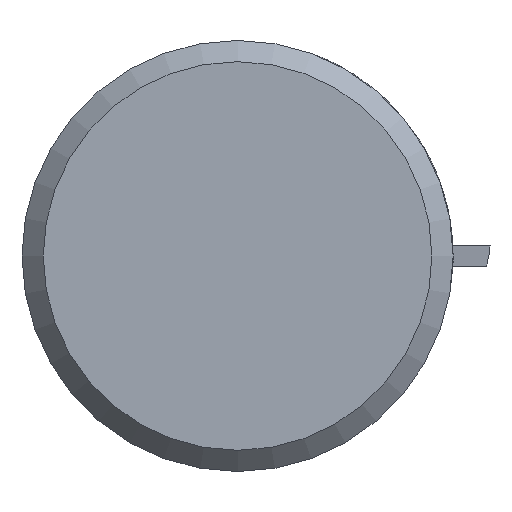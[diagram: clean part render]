
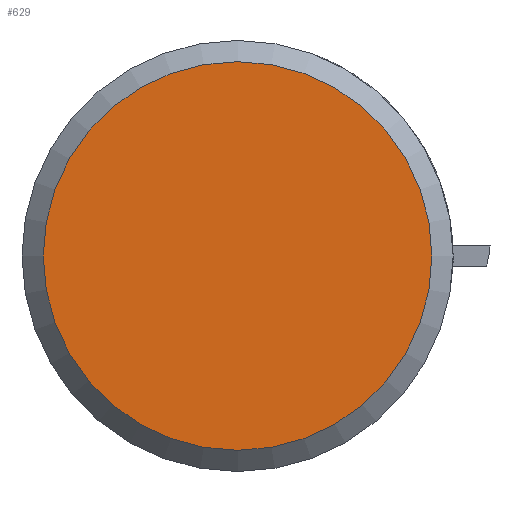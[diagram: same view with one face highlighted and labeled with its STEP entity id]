
A CAD part, left-side view. The second image highlights one B-rep face of the part: STEP entity #629.
In plain terms, the highlighted planar face has unit normal (-1, 0, 0).
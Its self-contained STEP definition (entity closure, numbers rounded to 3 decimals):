
#59=CIRCLE('',#722,9.15);
#110=FACE_OUTER_BOUND('',#147,.T.);
#147=EDGE_LOOP('',(#542));
#288=VERTEX_POINT('',#1144);
#372=EDGE_CURVE('',#288,#288,#59,.T.);
#542=ORIENTED_EDGE('',*,*,#372,.T.);
#558=PLANE('',#723);
#629=ADVANCED_FACE('',(#110),#558,.T.);
#722=AXIS2_PLACEMENT_3D('',#1145,#905,#906);
#723=AXIS2_PLACEMENT_3D('',#1147,#908,#909);
#905=DIRECTION('center_axis',(-1.,0.,0.));
#906=DIRECTION('ref_axis',(0.,0.,1.));
#908=DIRECTION('center_axis',(-1.,0.,0.));
#909=DIRECTION('ref_axis',(0.,0.,1.));
#1144=CARTESIAN_POINT('',(0.,9.15,0.));
#1145=CARTESIAN_POINT('Origin',(0.,0.,0.));
#1147=CARTESIAN_POINT('Origin',(0.,0.,0.));
